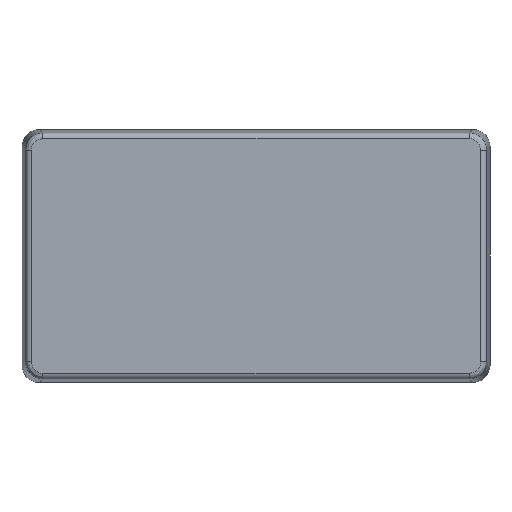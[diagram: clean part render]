
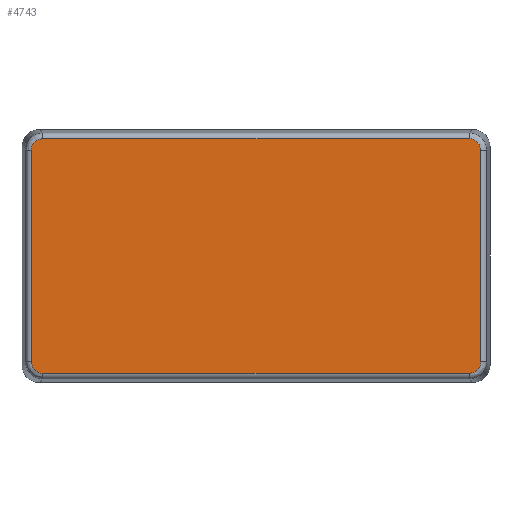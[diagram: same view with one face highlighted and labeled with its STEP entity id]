
A CAD part, front view. The second image highlights one B-rep face of the part: STEP entity #4743.
In plain terms, the highlighted face is planar.
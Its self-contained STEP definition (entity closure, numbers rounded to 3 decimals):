
#101=ELLIPSE('',#5007,3.002,3.);
#103=ELLIPSE('',#5012,3.002,3.);
#105=ELLIPSE('',#5017,3.002,3.);
#107=ELLIPSE('',#5023,3.002,3.);
#665=FACE_OUTER_BOUND('',#964,.T.);
#964=EDGE_LOOP('',(#3786,#3787,#3788,#3789,#3790,#3791,#3792,#3793));
#1341=LINE('',#7940,#1752);
#1345=LINE('',#7984,#1756);
#1347=LINE('',#7987,#1758);
#1349=LINE('',#7990,#1760);
#1752=VECTOR('',#5777,54.705);
#1756=VECTOR('',#5793,110.405);
#1758=VECTOR('',#5797,54.705);
#1760=VECTOR('',#5801,110.405);
#2184=VERTEX_POINT('',#7846);
#2186=VERTEX_POINT('',#7850);
#2188=VERTEX_POINT('',#7887);
#2190=VERTEX_POINT('',#7891);
#2192=VERTEX_POINT('',#7928);
#2194=VERTEX_POINT('',#7932);
#2196=VERTEX_POINT('',#7972);
#2198=VERTEX_POINT('',#7976);
#2744=EDGE_CURVE('',#2186,#2184,#101,.T.);
#2750=EDGE_CURVE('',#2190,#2188,#103,.T.);
#2756=EDGE_CURVE('',#2194,#2192,#105,.T.);
#2760=EDGE_CURVE('',#2184,#2194,#1341,.T.);
#2764=EDGE_CURVE('',#2198,#2196,#107,.T.);
#2768=EDGE_CURVE('',#2192,#2198,#1345,.T.);
#2770=EDGE_CURVE('',#2196,#2190,#1347,.T.);
#2772=EDGE_CURVE('',#2188,#2186,#1349,.T.);
#3786=ORIENTED_EDGE('',*,*,#2764,.F.);
#3787=ORIENTED_EDGE('',*,*,#2768,.F.);
#3788=ORIENTED_EDGE('',*,*,#2756,.F.);
#3789=ORIENTED_EDGE('',*,*,#2760,.F.);
#3790=ORIENTED_EDGE('',*,*,#2744,.F.);
#3791=ORIENTED_EDGE('',*,*,#2772,.F.);
#3792=ORIENTED_EDGE('',*,*,#2750,.F.);
#3793=ORIENTED_EDGE('',*,*,#2770,.F.);
#4539=PLANE('',#5030);
#4743=ADVANCED_FACE('',(#665),#4539,.F.);
#5007=AXIS2_PLACEMENT_3D('',#7852,#5744,#5745);
#5012=AXIS2_PLACEMENT_3D('',#7893,#5756,#5757);
#5017=AXIS2_PLACEMENT_3D('',#7934,#5768,#5769);
#5023=AXIS2_PLACEMENT_3D('',#7978,#5784,#5785);
#5030=AXIS2_PLACEMENT_3D('',#7993,#5806,#5807);
#5744=DIRECTION('center_axis',(0.,0.,1.));
#5745=DIRECTION('ref_axis',(-0.707,0.707,0.));
#5756=DIRECTION('center_axis',(0.,0.,1.));
#5757=DIRECTION('ref_axis',(0.707,0.707,0.));
#5768=DIRECTION('center_axis',(0.,0.,1.));
#5769=DIRECTION('ref_axis',(-0.707,-0.707,0.));
#5777=DIRECTION('',(0.,-1.,0.));
#5784=DIRECTION('center_axis',(0.,0.,1.));
#5785=DIRECTION('ref_axis',(0.707,-0.707,0.));
#5793=DIRECTION('',(1.,0.,0.));
#5797=DIRECTION('',(0.,1.,0.));
#5801=DIRECTION('',(-1.,0.,0.));
#5806=DIRECTION('center_axis',(0.,0.,1.));
#5807=DIRECTION('ref_axis',(1.,0.,0.));
#7846=CARTESIAN_POINT('',(-58.201,27.352,-35.8));
#7850=CARTESIAN_POINT('',(-55.202,30.351,-35.8));
#7852=CARTESIAN_POINT('Origin',(-55.2,27.35,-35.8));
#7887=CARTESIAN_POINT('',(55.202,30.351,-35.8));
#7891=CARTESIAN_POINT('',(58.201,27.352,-35.8));
#7893=CARTESIAN_POINT('Origin',(55.2,27.35,-35.8));
#7928=CARTESIAN_POINT('',(-55.202,-30.351,-35.8));
#7932=CARTESIAN_POINT('',(-58.201,-27.352,-35.8));
#7934=CARTESIAN_POINT('Origin',(-55.2,-27.35,-35.8));
#7940=CARTESIAN_POINT('',(-58.201,0.,-35.8));
#7972=CARTESIAN_POINT('',(58.201,-27.352,-35.8));
#7976=CARTESIAN_POINT('',(55.202,-30.351,-35.8));
#7978=CARTESIAN_POINT('Origin',(55.2,-27.35,-35.8));
#7984=CARTESIAN_POINT('',(-30.3,-30.351,-35.8));
#7987=CARTESIAN_POINT('',(58.201,-16.375,-35.8));
#7990=CARTESIAN_POINT('',(0.,30.351,-35.8));
#7993=CARTESIAN_POINT('Origin',(0.,0.,-35.8));
